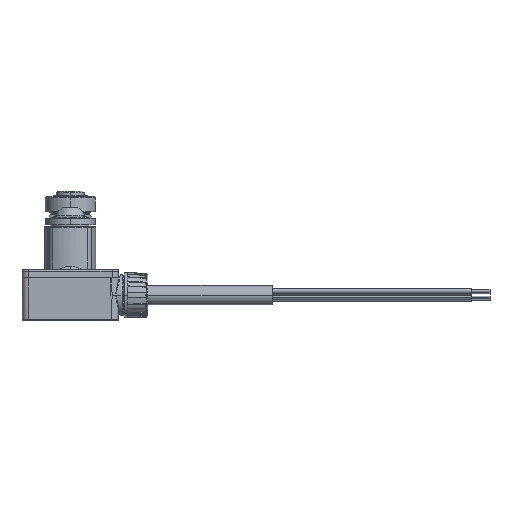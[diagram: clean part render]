
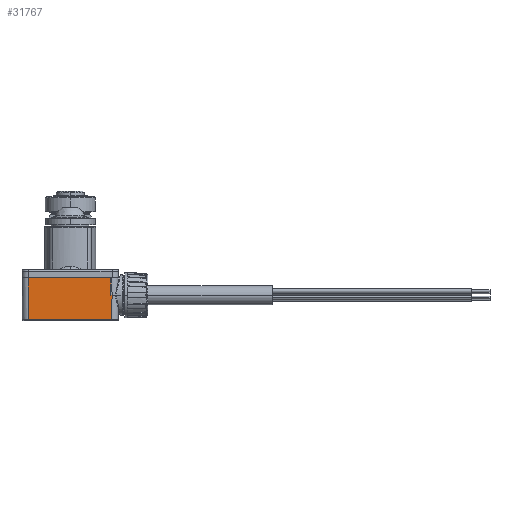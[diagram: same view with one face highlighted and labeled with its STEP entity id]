
A CAD part, front view. The second image highlights one B-rep face of the part: STEP entity #31767.
In plain terms, the highlighted planar face has unit normal (0, -1, -0.009).
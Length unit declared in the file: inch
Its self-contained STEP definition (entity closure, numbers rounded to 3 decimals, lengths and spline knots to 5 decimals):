
#604 = EDGE_CURVE ( 'NONE', #37344, #14163, #37989, .T. ) ;
#1408 = CARTESIAN_POINT ( 'NONE',  ( 1.04331, -1.71358, 0.02953 ) ) ;
#6812 = VECTOR ( 'NONE', #15564, 39.37008 ) ;
#6856 = EDGE_LOOP ( 'NONE', ( #27040, #40200, #43000, #38155, #20512, #26697 ) ) ;
#7017 = CARTESIAN_POINT ( 'NONE',  ( 0.96, -1.70901, -0.49427 ) ) ;
#8447 = DIRECTION ( 'NONE',  ( 0., 0.009, -1. ) ) ;
#8535 = VERTEX_POINT ( 'NONE', #23387 ) ;
#10670 = VERTEX_POINT ( 'NONE', #17265 ) ;
#10886 = PLANE ( 'NONE',  #12384 ) ;
#10898 = VECTOR ( 'NONE', #22276, 39.37008 ) ;
#12384 = AXIS2_PLACEMENT_3D ( 'NONE', #1408, #14821, #8447 ) ;
#13254 = CARTESIAN_POINT ( 'NONE',  ( 0.94488, -1.71168, -0.18898 ) ) ;
#14163 = VERTEX_POINT ( 'NONE', #21935 ) ;
#14821 = DIRECTION ( 'NONE',  ( 0., -1., -0.009 ) ) ;
#15564 = DIRECTION ( 'NONE',  ( -0.009, -0.009, 1. ) ) ;
#15642 = CARTESIAN_POINT ( 'NONE',  ( 0.96266, -1.71168, -0.18898 ) ) ;
#15726 = DIRECTION ( 'NONE',  ( 1., 0., 0. ) ) ;
#17265 = CARTESIAN_POINT ( 'NONE',  ( 0.96266, -1.71168, -0.18898 ) ) ;
#18135 = FACE_OUTER_BOUND ( 'NONE', #6856, .T. ) ;
#18293 = VERTEX_POINT ( 'NONE', #7017 ) ;
#18422 = EDGE_CURVE ( 'NONE', #31900, #10670, #41754, .T. ) ;
#18589 = CARTESIAN_POINT ( 'NONE',  ( -0.09365, -1.70881, -0.51765 ) ) ;
#18832 = LINE ( 'NONE', #43027, #21884 ) ;
#20512 = ORIENTED_EDGE ( 'NONE', *, *, #18422, .F. ) ;
#20947 = EDGE_CURVE ( 'NONE', #8535, #37344, #38650, .T. ) ;
#21884 = VECTOR ( 'NONE', #15726, 39.37008 ) ;
#21935 = CARTESIAN_POINT ( 'NONE',  ( 0.94298, -1.71358, 0.02953 ) ) ;
#22154 = CARTESIAN_POINT ( 'NONE',  ( 1.04331, -1.71168, -0.18898 ) ) ;
#22276 = DIRECTION ( 'NONE',  ( 0.009, -0.009, 1. ) ) ;
#23387 = CARTESIAN_POINT ( 'NONE',  ( -0.09386, -1.70901, -0.49427 ) ) ;
#24108 = CARTESIAN_POINT ( 'NONE',  ( 1.10979, -1.71358, 0.02953 ) ) ;
#24639 = LINE ( 'NONE', #29663, #6812 ) ;
#25436 = DIRECTION ( 'NONE',  ( -0.009, -0.009, 1. ) ) ;
#26697 = ORIENTED_EDGE ( 'NONE', *, *, #30355, .T. ) ;
#27040 = ORIENTED_EDGE ( 'NONE', *, *, #604, .F. ) ;
#29336 = VECTOR ( 'NONE', #25436, 39.37008 ) ;
#29663 = CARTESIAN_POINT ( 'NONE',  ( 0.94488, -1.71168, -0.18898 ) ) ;
#29737 = VECTOR ( 'NONE', #40854, 39.37008 ) ;
#29829 = EDGE_CURVE ( 'NONE', #8535, #18293, #18832, .T. ) ;
#30355 = EDGE_CURVE ( 'NONE', #31900, #14163, #24639, .T. ) ;
#31767 = ADVANCED_FACE ( 'NONE', ( #18135 ), #10886, .T. ) ;
#31900 = VERTEX_POINT ( 'NONE', #13254 ) ;
#37344 = VERTEX_POINT ( 'NONE', #39494 ) ;
#37989 = LINE ( 'NONE', #24108, #29737 ) ;
#38155 = ORIENTED_EDGE ( 'NONE', *, *, #39376, .T. ) ;
#38479 = DIRECTION ( 'NONE',  ( 1., 0., 0. ) ) ;
#38650 = LINE ( 'NONE', #18589, #29336 ) ;
#39376 = EDGE_CURVE ( 'NONE', #18293, #10670, #43150, .T. ) ;
#39494 = CARTESIAN_POINT ( 'NONE',  ( -0.09843, -1.71358, 0.02953 ) ) ;
#40200 = ORIENTED_EDGE ( 'NONE', *, *, #20947, .F. ) ;
#40854 = DIRECTION ( 'NONE',  ( 1., 0., 0. ) ) ;
#41153 = VECTOR ( 'NONE', #38479, 39.37008 ) ;
#41754 = LINE ( 'NONE', #22154, #41153 ) ;
#43000 = ORIENTED_EDGE ( 'NONE', *, *, #29829, .T. ) ;
#43027 = CARTESIAN_POINT ( 'NONE',  ( 1.04331, -1.70901, -0.49427 ) ) ;
#43150 = LINE ( 'NONE', #15642, #10898 ) ;
